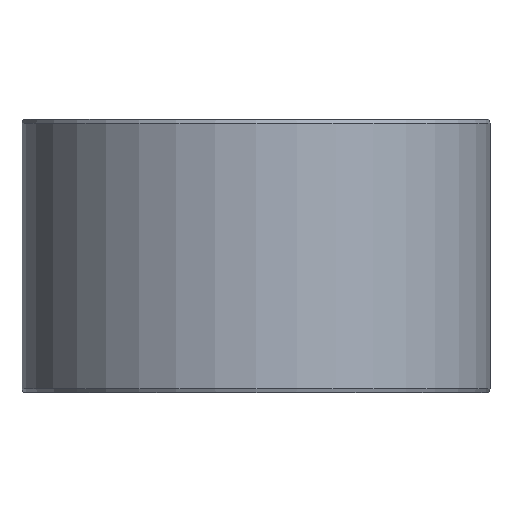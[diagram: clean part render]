
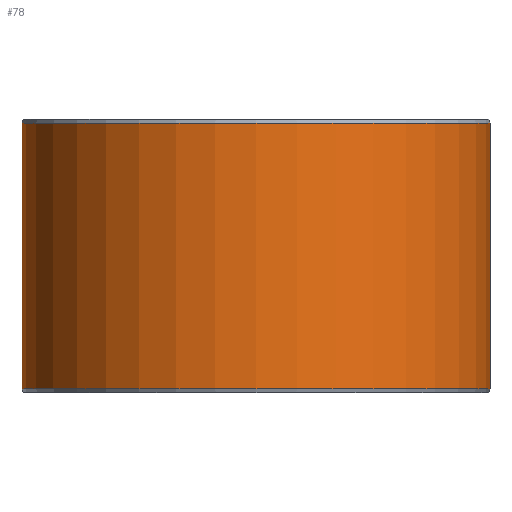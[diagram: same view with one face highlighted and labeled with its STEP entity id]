
A CAD part, front view. The second image highlights one B-rep face of the part: STEP entity #78.
In plain terms, the highlighted cylindrical face has radius 120 mm (diameter 240 mm), a partial arc.
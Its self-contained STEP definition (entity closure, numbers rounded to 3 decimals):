
#78=ADVANCED_FACE('',(#98),#99,.T.);
#98=FACE_OUTER_BOUND('',#130,.T.);
#99=CYLINDRICAL_SURFACE('',#131,120.0);
#130=EDGE_LOOP('',(#177,#178,#179,#180));
#131=AXIS2_PLACEMENT_3D('',#181,#182,#183);
#177=ORIENTED_EDGE('',*,*,#291,.F.);
#178=ORIENTED_EDGE('',*,*,#290,.F.);
#179=ORIENTED_EDGE('',*,*,#292,.F.);
#180=ORIENTED_EDGE('',*,*,#293,.T.);
#181=CARTESIAN_POINT('',(0.,0.,70.0));
#182=DIRECTION('',(0.,0.,1.0));
#183=DIRECTION('',(-1.0,0.,0.));
#290=EDGE_CURVE('',#336,#332,#338,.T.);
#291=EDGE_CURVE('',#332,#339,#340,.T.);
#292=EDGE_CURVE('',#341,#336,#342,.T.);
#293=EDGE_CURVE('',#341,#339,#343,.T.);
#332=VERTEX_POINT('',#398);
#336=VERTEX_POINT('',#403);
#338=CIRCLE('',#406,120.0);
#339=VERTEX_POINT('',#407);
#340=LINE('',#408,#409);
#341=VERTEX_POINT('',#410);
#342=LINE('',#411,#412);
#343=CIRCLE('',#413,120.0);
#398=CARTESIAN_POINT('',(120.0,0.,138.2));
#403=CARTESIAN_POINT('',(-120.0,0.,138.2));
#406=AXIS2_PLACEMENT_3D('',#482,#483,#484);
#407=CARTESIAN_POINT('',(120.0,0.,1.8));
#408=CARTESIAN_POINT('',(120.0,0.,70.));
#409=VECTOR('',#485,1.0);
#410=CARTESIAN_POINT('',(-120.0,0.,1.8));
#411=CARTESIAN_POINT('',(-120.0,0.,1.8));
#412=VECTOR('',#486,10.0);
#413=AXIS2_PLACEMENT_3D('',#487,#488,#489);
#482=CARTESIAN_POINT('',(0.,0.,138.2));
#483=DIRECTION('',(0.,0.,1.0));
#484=DIRECTION('',(-1.0,0.,0.));
#485=DIRECTION('',(0.,0.,-1.0));
#486=DIRECTION('',(0.,0.,1.0));
#487=CARTESIAN_POINT('',(0.,0.,1.8));
#488=DIRECTION('',(0.,0.,1.0));
#489=DIRECTION('',(-1.0,0.,0.));
